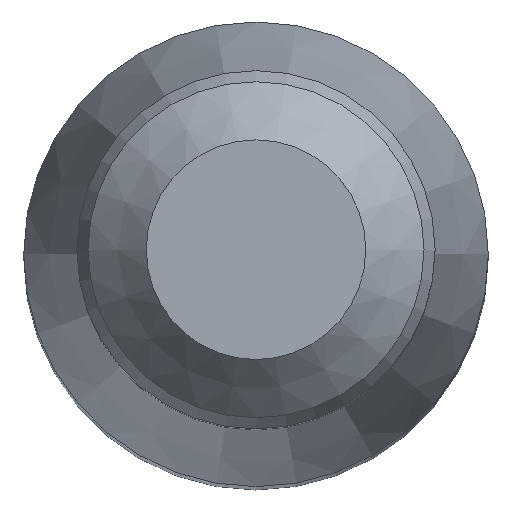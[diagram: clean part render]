
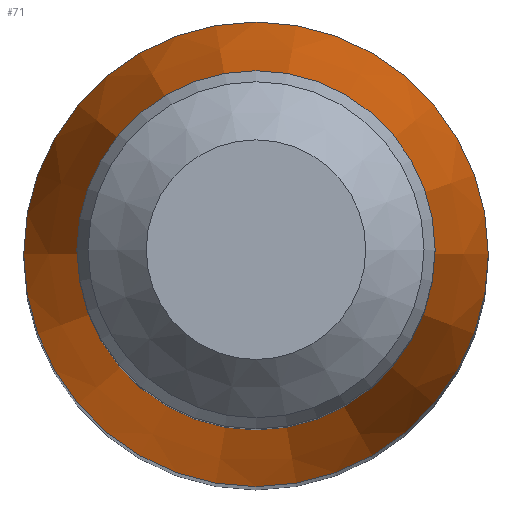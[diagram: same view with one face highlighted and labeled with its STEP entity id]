
A CAD part, top view. The second image highlights one B-rep face of the part: STEP entity #71.
In plain terms, the highlighted conical face has half-angle 10 degrees and reference radius 2.2 mm.
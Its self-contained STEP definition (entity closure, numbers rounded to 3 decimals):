
#71=ADVANCED_FACE('',(#102,#103),#92,.T.);
#92=CONICAL_SURFACE('',#740,2.2,10.);
#102=FACE_BOUND('',#126,.T.);
#103=FACE_BOUND('',#127,.T.);
#126=EDGE_LOOP('',(#182));
#127=EDGE_LOOP('',(#183));
#182=ORIENTED_EDGE('',*,*,#278,.T.);
#183=ORIENTED_EDGE('',*,*,#279,.F.);
#246=VERTEX_POINT('',#1040);
#247=VERTEX_POINT('',#1042);
#278=EDGE_CURVE('',#246,#246,#298,.T.);
#279=EDGE_CURVE('',#247,#247,#299,.T.);
#298=CIRCLE('',#738,1.147);
#299=CIRCLE('',#739,2.);
#738=AXIS2_PLACEMENT_3D('',#1039,#855,#856);
#739=AXIS2_PLACEMENT_3D('',#1041,#857,#858);
#740=AXIS2_PLACEMENT_3D('',#1043,#859,#860);
#855=DIRECTION('',(0.,0.,-1.));
#856=DIRECTION('',(-1.,0.,0.));
#857=DIRECTION('',(0.,0.,-1.));
#858=DIRECTION('',(-1.,0.,0.));
#859=DIRECTION('',(0.,0.,-1.));
#860=DIRECTION('',(-1.,0.,0.));
#1039=CARTESIAN_POINT('',(0.,0.,27.931));
#1040=CARTESIAN_POINT('',(-1.147,0.,27.931));
#1041=CARTESIAN_POINT('',(0.,0.,23.094));
#1042=CARTESIAN_POINT('',(-2.,0.,23.094));
#1043=CARTESIAN_POINT('',(0.,0.,21.96));
